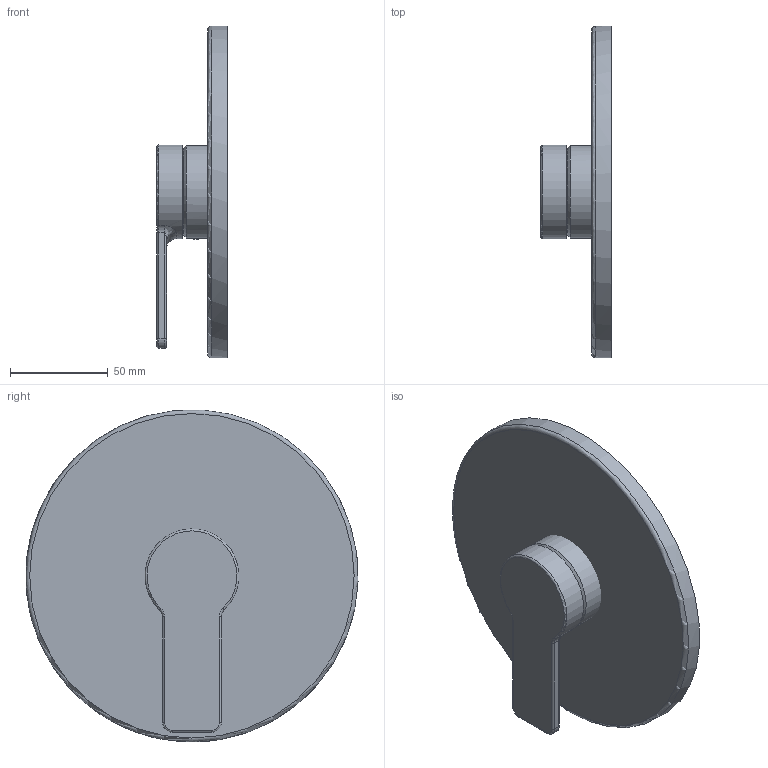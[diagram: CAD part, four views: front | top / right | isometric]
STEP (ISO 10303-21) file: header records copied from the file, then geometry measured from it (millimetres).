
FILE_DESCRIPTION(/* description */ (''),/* implementation_level */ '2;1');
FILE_NAME(/* name */ '3D_TVS103352000_Architectura_V01.step',/* time_stamp */ '2023-01-12T10:46:18+01:00',/* author */ (''),/* organization */ (''),/* preprocessor_version */ 'ST-DEVELOPER v19.2',/* originating_system */ 'Autodesk Translation Framework v11.17.0.187',/* authorisation */ '');
FILE_SCHEMA (('AUTOMOTIVE_DESIGN { 1 0 10303 214 3 1 1 }'));
Length unit declared in the file: millimetre
Products named in the file (7): (Nicht gespeichert); 3D_TVS103352000_Architectura_V01; Komponente2; Komponente3; Komponente4; Komponente5; Komponente6
Assembly tree (6 placements, depth 3):
  (Nicht gespeichert)
    3D_TVS103352000_Architectura_V01
      Komponente2
      Komponente3
      Komponente4
      Komponente5
      Komponente6
Bounding box: 36 x 169.84 x 169.83 mm (x, y, z)
Volume: 281543.8 mm3; surface area: 75718.2 mm2
Topology: 5 solids, 5 shells, 101 faces, 250 edges, 159 vertices
Faces by surface type: cylinder 31, plane 27, torus 24, cone 14, sphere 3, bspline 2
Full cylindrical faces by diameter (mm): 4.2 x1, 4.7 x1, 5.1 x1, 5.5 x1, 41.85 x1, 47.5 x1, 48 x1, 170 x1
Entity records: 3876 total; most frequent: CARTESIAN_POINT 1193, DIRECTION 597, ORIENTED_EDGE 496, AXIS2_PLACEMENT_3D 253, EDGE_CURVE 248, VERTEX_POINT 159, CIRCLE 141, EDGE_LOOP 109
